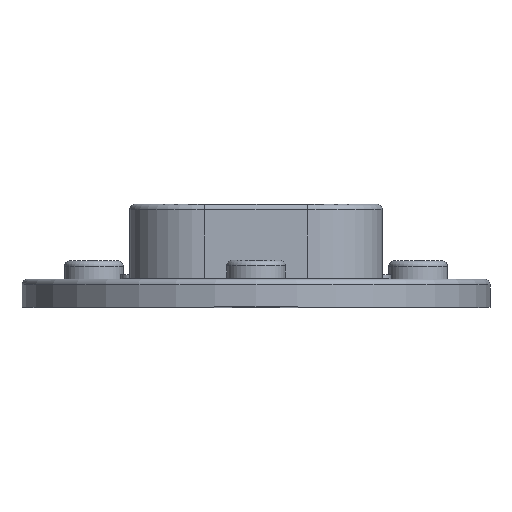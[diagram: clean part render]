
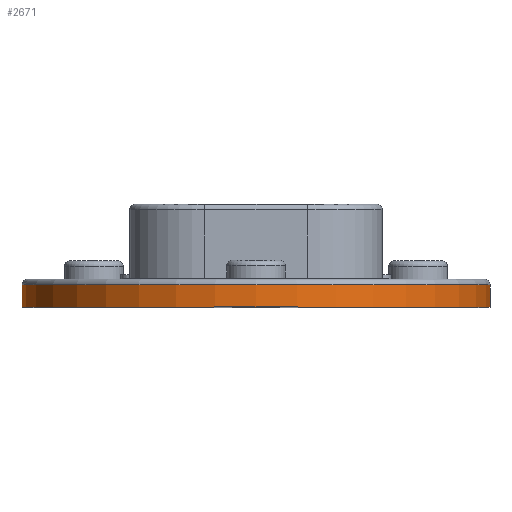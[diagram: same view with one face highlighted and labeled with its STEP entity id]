
A CAD part, top view. The second image highlights one B-rep face of the part: STEP entity #2671.
In plain terms, the highlighted cylindrical face has radius 50 mm (diameter 100 mm), a full revolution.
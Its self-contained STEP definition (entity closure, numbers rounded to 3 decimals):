
#19=FACE_BOUND('',#793,.T.);
#521=CYLINDRICAL_SURFACE('',#2886,50.);
#623=FACE_OUTER_BOUND('',#792,.T.);
#792=EDGE_LOOP('',(#1941));
#793=EDGE_LOOP('',(#1942));
#1036=CIRCLE('',#2882,50.);
#1039=CIRCLE('',#2887,50.);
#1246=VERTEX_POINT('',#4227);
#1249=VERTEX_POINT('',#4235);
#1526=EDGE_CURVE('',#1246,#1246,#1036,.T.);
#1529=EDGE_CURVE('',#1249,#1249,#1039,.T.);
#1941=ORIENTED_EDGE('',*,*,#1526,.F.);
#1942=ORIENTED_EDGE('',*,*,#1529,.F.);
#2671=ADVANCED_FACE('',(#623,#19),#521,.T.);
#2882=AXIS2_PLACEMENT_3D('',#4228,#3312,#3313);
#2886=AXIS2_PLACEMENT_3D('',#4234,#3320,#3321);
#2887=AXIS2_PLACEMENT_3D('',#4236,#3322,#3323);
#3312=DIRECTION('center_axis',(0.,1.,0.));
#3313=DIRECTION('ref_axis',(1.,0.,0.));
#3320=DIRECTION('center_axis',(0.,-1.,0.));
#3321=DIRECTION('ref_axis',(1.,0.,0.));
#3322=DIRECTION('center_axis',(0.,-1.,0.));
#3323=DIRECTION('ref_axis',(1.,0.,0.));
#4227=CARTESIAN_POINT('',(-50.,0.8,0.));
#4228=CARTESIAN_POINT('Origin',(0.,0.8,0.));
#4234=CARTESIAN_POINT('Origin',(0.,0.,0.));
#4235=CARTESIAN_POINT('',(-50.,-4.,0.));
#4236=CARTESIAN_POINT('Origin',(0.,-4.,0.));
